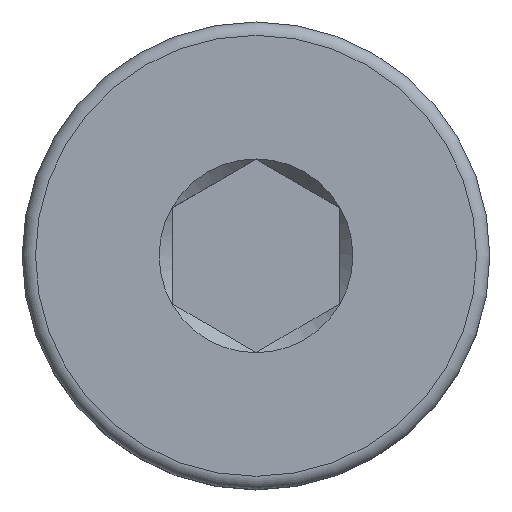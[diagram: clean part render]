
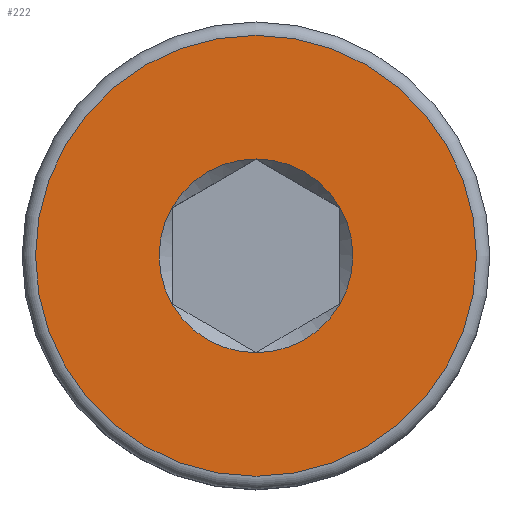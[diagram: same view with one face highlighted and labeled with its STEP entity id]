
A CAD part, top view. The second image highlights one B-rep face of the part: STEP entity #222.
In plain terms, the highlighted planar face has unit normal (0, 0, 1).
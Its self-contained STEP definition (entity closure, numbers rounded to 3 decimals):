
#51=PLANE('',#246);
#61=FACE_BOUND('',#104,.T.);
#82=FACE_OUTER_BOUND('',#103,.T.);
#103=EDGE_LOOP('',(#204));
#104=EDGE_LOOP('',(#205));
#105=CIRCLE('',#226,1.45);
#106=CIRCLE('',#228,3.3);
#112=VERTEX_POINT('',#307);
#119=VERTEX_POINT('',#334);
#131=EDGE_CURVE('',#112,#112,#105,.T.);
#138=EDGE_CURVE('',#119,#119,#106,.T.);
#204=ORIENTED_EDGE('',*,*,#138,.T.);
#205=ORIENTED_EDGE('',*,*,#131,.F.);
#222=ADVANCED_FACE('',(#82,#61),#51,.T.);
#226=AXIS2_PLACEMENT_3D('',#308,#251,#252);
#228=AXIS2_PLACEMENT_3D('',#335,#255,#256);
#246=AXIS2_PLACEMENT_3D('',#376,#303,#304);
#251=DIRECTION('center_axis',(0.,0.,1.));
#252=DIRECTION('ref_axis',(0.,-1.,0.));
#255=DIRECTION('center_axis',(0.,0.,1.));
#256=DIRECTION('ref_axis',(0.,-1.,0.));
#303=DIRECTION('center_axis',(0.,0.,1.));
#304=DIRECTION('ref_axis',(0.,-1.,0.));
#307=CARTESIAN_POINT('',(0.,-19.8,14.1));
#308=CARTESIAN_POINT('Origin',(0.,-21.25,14.1));
#334=CARTESIAN_POINT('',(0.,-17.95,14.1));
#335=CARTESIAN_POINT('Origin',(0.,-21.25,14.1));
#376=CARTESIAN_POINT('Origin',(0.,-23.625,14.1));
